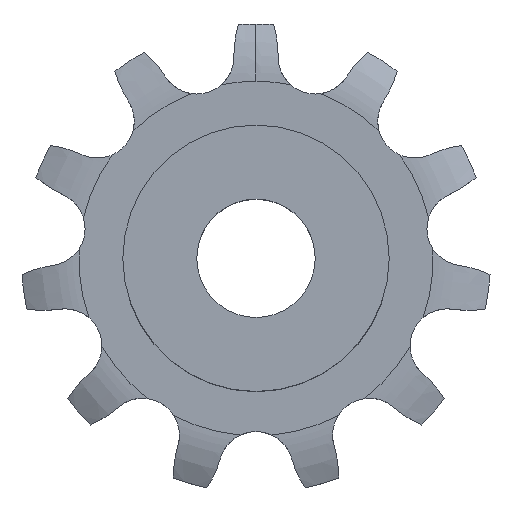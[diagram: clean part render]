
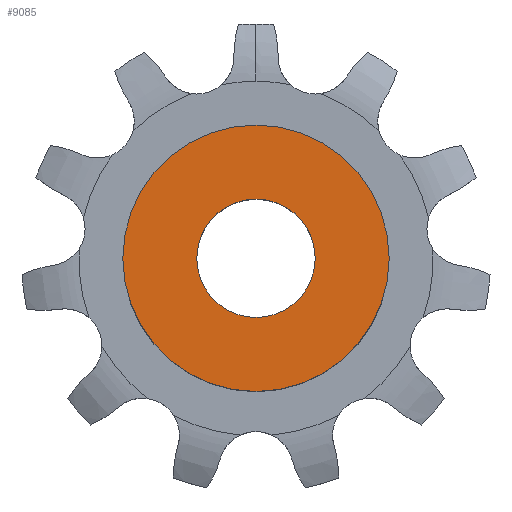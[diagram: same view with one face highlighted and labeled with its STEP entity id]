
A CAD part, top view. The second image highlights one B-rep face of the part: STEP entity #9085.
In plain terms, the highlighted planar face has unit normal (0, 0, 1).
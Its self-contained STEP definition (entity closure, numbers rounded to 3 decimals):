
#2492 = CYLINDRICAL_SURFACE('',#2493,9.);
#2493 = AXIS2_PLACEMENT_3D('',#2494,#2495,#2496);
#2494 = CARTESIAN_POINT('',(0.,0.,0.));
#2495 = DIRECTION('',(-0.,-0.,-1.));
#2496 = DIRECTION('',(1.,0.,0.));
#7112 = CYLINDRICAL_SURFACE('',#7113,4.);
#7113 = AXIS2_PLACEMENT_3D('',#7114,#7115,#7116);
#7114 = CARTESIAN_POINT('',(0.,0.,47.101));
#7115 = DIRECTION('',(0.,0.,1.));
#7116 = DIRECTION('',(1.,0.,-0.));
#8367 = VERTEX_POINT('',#8368);
#8368 = CARTESIAN_POINT('',(9.,0.,13.));
#8389 = EDGE_CURVE('',#8367,#8367,#8390,.T.);
#8390 = SURFACE_CURVE('',#8391,(#8396,#8403),.PCURVE_S1.);
#8391 = CIRCLE('',#8392,9.);
#8392 = AXIS2_PLACEMENT_3D('',#8393,#8394,#8395);
#8393 = CARTESIAN_POINT('',(0.,0.,13.));
#8394 = DIRECTION('',(0.,0.,1.));
#8395 = DIRECTION('',(1.,0.,0.));
#8396 = PCURVE('',#2492,#8397);
#8397 = DEFINITIONAL_REPRESENTATION('',(#8398),#8402);
#8398 = LINE('',#8399,#8400);
#8399 = CARTESIAN_POINT('',(-0.,-13.));
#8400 = VECTOR('',#8401,1.);
#8401 = DIRECTION('',(-1.,0.));
#8402 = ( GEOMETRIC_REPRESENTATION_CONTEXT(2) 
PARAMETRIC_REPRESENTATION_CONTEXT() REPRESENTATION_CONTEXT('2D SPACE',''
  ) );
#8403 = PCURVE('',#8404,#8409);
#8404 = PLANE('',#8405);
#8405 = AXIS2_PLACEMENT_3D('',#8406,#8407,#8408);
#8406 = CARTESIAN_POINT('',(0.,0.,13.));
#8407 = DIRECTION('',(0.,0.,1.));
#8408 = DIRECTION('',(0.,-1.,0.));
#8409 = DEFINITIONAL_REPRESENTATION('',(#8410),#8414);
#8410 = CIRCLE('',#8411,9.);
#8411 = AXIS2_PLACEMENT_2D('',#8412,#8413);
#8412 = CARTESIAN_POINT('',(0.,0.));
#8413 = DIRECTION('',(0.,1.));
#8414 = ( GEOMETRIC_REPRESENTATION_CONTEXT(2) 
PARAMETRIC_REPRESENTATION_CONTEXT() REPRESENTATION_CONTEXT('2D SPACE',''
  ) );
#9039 = EDGE_CURVE('',#9040,#9040,#9042,.T.);
#9040 = VERTEX_POINT('',#9041);
#9041 = CARTESIAN_POINT('',(4.,0.,13.));
#9042 = SURFACE_CURVE('',#9043,(#9048,#9055),.PCURVE_S1.);
#9043 = CIRCLE('',#9044,4.);
#9044 = AXIS2_PLACEMENT_3D('',#9045,#9046,#9047);
#9045 = CARTESIAN_POINT('',(0.,0.,13.));
#9046 = DIRECTION('',(0.,0.,1.));
#9047 = DIRECTION('',(1.,0.,-0.));
#9048 = PCURVE('',#7112,#9049);
#9049 = DEFINITIONAL_REPRESENTATION('',(#9050),#9054);
#9050 = LINE('',#9051,#9052);
#9051 = CARTESIAN_POINT('',(0.,-34.101));
#9052 = VECTOR('',#9053,1.);
#9053 = DIRECTION('',(1.,0.));
#9054 = ( GEOMETRIC_REPRESENTATION_CONTEXT(2) 
PARAMETRIC_REPRESENTATION_CONTEXT() REPRESENTATION_CONTEXT('2D SPACE',''
  ) );
#9055 = PCURVE('',#8404,#9056);
#9056 = DEFINITIONAL_REPRESENTATION('',(#9057),#9061);
#9057 = CIRCLE('',#9058,4.);
#9058 = AXIS2_PLACEMENT_2D('',#9059,#9060);
#9059 = CARTESIAN_POINT('',(0.,0.));
#9060 = DIRECTION('',(0.,1.));
#9061 = ( GEOMETRIC_REPRESENTATION_CONTEXT(2) 
PARAMETRIC_REPRESENTATION_CONTEXT() REPRESENTATION_CONTEXT('2D SPACE',''
  ) );
#9085 = ADVANCED_FACE('',(#9086,#9089),#8404,.T.);
#9086 = FACE_BOUND('',#9087,.T.);
#9087 = EDGE_LOOP('',(#9088));
#9088 = ORIENTED_EDGE('',*,*,#8389,.T.);
#9089 = FACE_BOUND('',#9090,.T.);
#9090 = EDGE_LOOP('',(#9091));
#9091 = ORIENTED_EDGE('',*,*,#9039,.F.);
